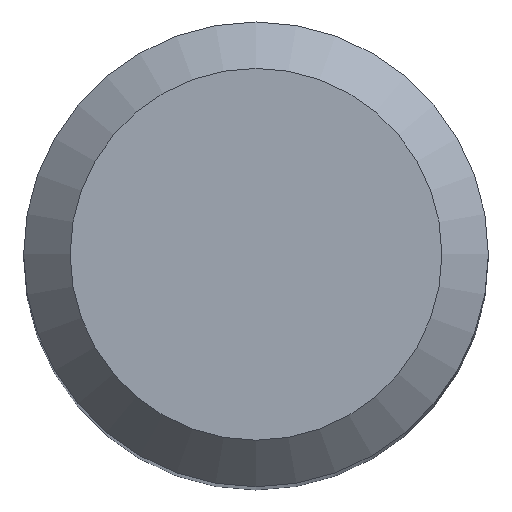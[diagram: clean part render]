
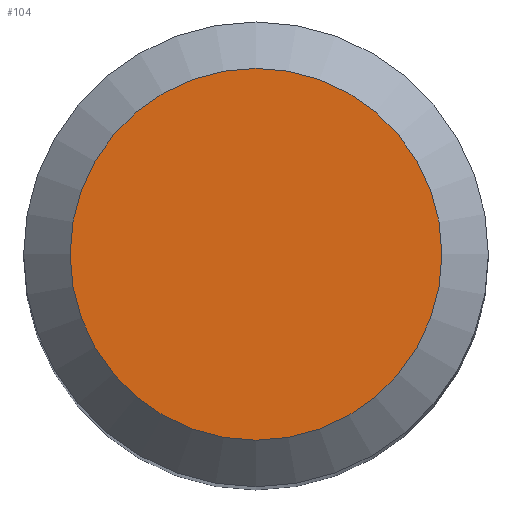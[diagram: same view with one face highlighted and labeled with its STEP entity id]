
A CAD part, top view. The second image highlights one B-rep face of the part: STEP entity #104.
In plain terms, the highlighted planar face has unit normal (0, 0, 1).
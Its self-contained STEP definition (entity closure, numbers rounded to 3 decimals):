
#8 = FACE_OUTER_BOUND ( 'NONE', #26, .T. ) ;
#21 = CARTESIAN_POINT ( 'NONE',  ( 0., 0., 89. ) ) ;
#26 = EDGE_LOOP ( 'NONE', ( #53 ) ) ;
#38 = AXIS2_PLACEMENT_3D ( 'NONE', #69, #229, #60 ) ;
#50 = CIRCLE ( 'NONE', #249, 4. ) ;
#53 = ORIENTED_EDGE ( 'NONE', *, *, #202, .F. ) ;
#60 = DIRECTION ( 'NONE',  ( 0., 1., 0. ) ) ;
#69 = CARTESIAN_POINT ( 'NONE',  ( 0., 0., 89. ) ) ;
#85 = PLANE ( 'NONE',  #38 ) ;
#96 = VERTEX_POINT ( 'NONE', #262 ) ;
#104 = ADVANCED_FACE ( 'NONE', ( #8 ), #85, .F. ) ;
#196 = DIRECTION ( 'NONE',  ( 0., 1., 0. ) ) ;
#202 = EDGE_CURVE ( 'NONE', #96, #96, #50, .T. ) ;
#229 = DIRECTION ( 'NONE',  ( 0., 0., -1. ) ) ;
#239 = DIRECTION ( 'NONE',  ( 0., 0., -1. ) ) ;
#249 = AXIS2_PLACEMENT_3D ( 'NONE', #21, #239, #196 ) ;
#262 = CARTESIAN_POINT ( 'NONE',  ( 0., 4., 89. ) ) ;
